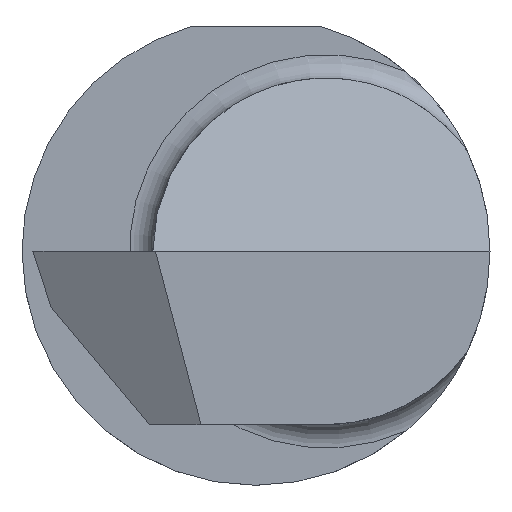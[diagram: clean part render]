
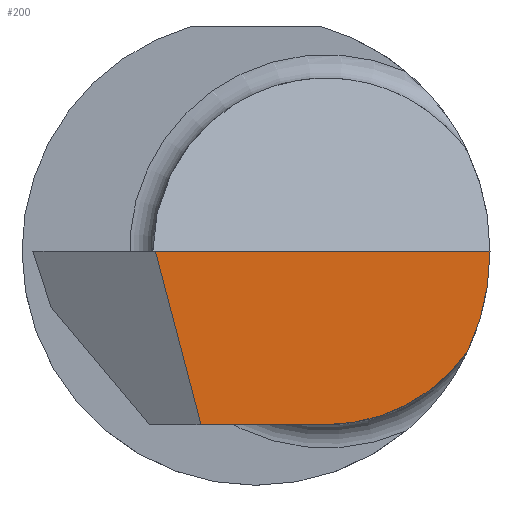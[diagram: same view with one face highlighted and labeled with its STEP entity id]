
A CAD part, left-side view. The second image highlights one B-rep face of the part: STEP entity #200.
In plain terms, the highlighted planar face has unit normal (-1, 0, 0).
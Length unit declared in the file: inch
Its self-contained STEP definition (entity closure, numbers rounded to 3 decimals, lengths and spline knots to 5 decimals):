
#2 = CIRCLE ( 'NONE', #408, 0.24985 ) ;
#10 = FACE_OUTER_BOUND ( 'NONE', #766, .T. ) ;
#23 = VERTEX_POINT ( 'NONE', #108 ) ;
#35 = AXIS2_PLACEMENT_3D ( 'NONE', #284, #527, #757 ) ;
#108 = CARTESIAN_POINT ( 'NONE',  ( -3., -0.07485, -0.185 ) ) ;
#123 = ORIENTED_EDGE ( 'NONE', *, *, #714, .F. ) ;
#178 = DIRECTION ( 'NONE',  ( 0., -1., 0. ) ) ;
#192 = ORIENTED_EDGE ( 'NONE', *, *, #251, .F. ) ;
#200 = ADVANCED_FACE ( 'NONE', ( #10 ), #250, .T. ) ;
#241 = CARTESIAN_POINT ( 'NONE',  ( -3., -0.24985, 0. ) ) ;
#250 = PLANE ( 'NONE',  #305 ) ;
#251 = EDGE_CURVE ( 'NONE', #576, #748, #2, .T. ) ;
#284 = CARTESIAN_POINT ( 'NONE',  ( -3., -0.07485, 0. ) ) ;
#305 = AXIS2_PLACEMENT_3D ( 'NONE', #442, #494, #724 ) ;
#328 = CARTESIAN_POINT ( 'NONE',  ( -3., -0.07485, -0.185 ) ) ;
#384 = VECTOR ( 'NONE', #178, 39.37008 ) ;
#408 = AXIS2_PLACEMENT_3D ( 'NONE', #564, #569, #693 ) ;
#427 = EDGE_CURVE ( 'NONE', #640, #576, #767, .T. ) ;
#442 = CARTESIAN_POINT ( 'NONE',  ( -3., 0., 0. ) ) ;
#443 = VECTOR ( 'NONE', #577, 39.37008 ) ;
#446 = ORIENTED_EDGE ( 'NONE', *, *, #583, .F. ) ;
#453 = ORIENTED_EDGE ( 'NONE', *, *, #702, .F. ) ;
#481 = DIRECTION ( 'NONE',  ( 0., 0.255, 0.967 ) ) ;
#490 = VERTEX_POINT ( 'NONE', #718 ) ;
#494 = DIRECTION ( 'NONE',  ( -1., 0., 0. ) ) ;
#506 = CIRCLE ( 'NONE', #35, 0.185 ) ;
#522 = LINE ( 'NONE', #328, #443 ) ;
#527 = DIRECTION ( 'NONE',  ( 1., 0., 0. ) ) ;
#544 = LINE ( 'NONE', #602, #695 ) ;
#564 = CARTESIAN_POINT ( 'NONE',  ( -3., 0., 0. ) ) ;
#569 = DIRECTION ( 'NONE',  ( 1., 0., 0. ) ) ;
#576 = VERTEX_POINT ( 'NONE', #241 ) ;
#577 = DIRECTION ( 'NONE',  ( 0., 1., 0. ) ) ;
#583 = EDGE_CURVE ( 'NONE', #490, #640, #544, .T. ) ;
#602 = CARTESIAN_POINT ( 'NONE',  ( -3., 0.10042, -0.02644 ) ) ;
#618 = ORIENTED_EDGE ( 'NONE', *, *, #427, .F. ) ;
#640 = VERTEX_POINT ( 'NONE', #696 ) ;
#693 = DIRECTION ( 'NONE',  ( 0., 1., 0. ) ) ;
#695 = VECTOR ( 'NONE', #481, 39.37008 ) ;
#696 = CARTESIAN_POINT ( 'NONE',  ( -3., 0.10738, 0. ) ) ;
#700 = CARTESIAN_POINT ( 'NONE',  ( -3., 0., 0. ) ) ;
#702 = EDGE_CURVE ( 'NONE', #23, #490, #522, .T. ) ;
#714 = EDGE_CURVE ( 'NONE', #748, #23, #506, .T. ) ;
#718 = CARTESIAN_POINT ( 'NONE',  ( -3., 0.05867, -0.185 ) ) ;
#721 = CARTESIAN_POINT ( 'NONE',  ( -3., -0.2258, -0.10695 ) ) ;
#724 = DIRECTION ( 'NONE',  ( 0., -1., 0. ) ) ;
#748 = VERTEX_POINT ( 'NONE', #721 ) ;
#757 = DIRECTION ( 'NONE',  ( 0., -1., 0. ) ) ;
#766 = EDGE_LOOP ( 'NONE', ( #446, #453, #123, #192, #618 ) ) ;
#767 = LINE ( 'NONE', #700, #384 ) ;
